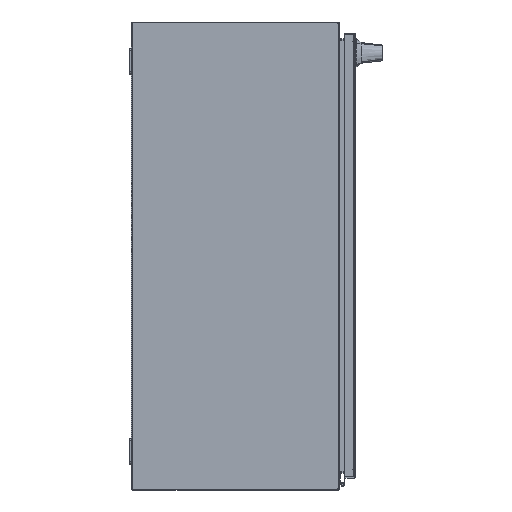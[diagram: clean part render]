
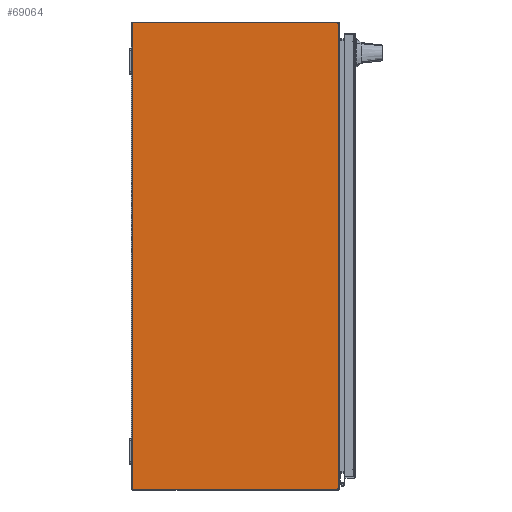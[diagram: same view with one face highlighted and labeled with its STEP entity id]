
A CAD part, front view. The second image highlights one B-rep face of the part: STEP entity #69064.
In plain terms, the highlighted face is planar.
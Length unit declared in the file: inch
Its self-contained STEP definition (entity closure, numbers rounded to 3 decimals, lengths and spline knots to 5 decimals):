
#998 = EDGE_CURVE ( 'NONE', #101911, #25001, #95500, .T. ) ;
#2656 = CARTESIAN_POINT ( 'NONE',  ( -17.928, -16.941, 24. ) ) ;
#6087 = AXIS2_PLACEMENT_3D ( 'NONE', #86324, #32539, #38469 ) ;
#8572 = VECTOR ( 'NONE', #58746, 39.37008 ) ;
#9927 = EDGE_CURVE ( 'NONE', #16264, #48717, #66314, .T. ) ;
#14015 = CARTESIAN_POINT ( 'NONE',  ( -17.928, -0.072, 24. ) ) ;
#14892 = DIRECTION ( 'NONE',  ( 0., 0., -1. ) ) ;
#15210 = CARTESIAN_POINT ( 'NONE',  ( 17.678, -15.77404, 24. ) ) ;
#15710 = VECTOR ( 'NONE', #99268, 39.37008 ) ;
#16264 = VERTEX_POINT ( 'NONE', #95422 ) ;
#24198 = DIRECTION ( 'NONE',  ( 0., 0., -1. ) ) ;
#25001 = VERTEX_POINT ( 'NONE', #64410 ) ;
#29517 = ORIENTED_EDGE ( 'NONE', *, *, #38896, .F. ) ;
#29963 = ORIENTED_EDGE ( 'NONE', *, *, #998, .T. ) ;
#31531 = VECTOR ( 'NONE', #82610, 39.37008 ) ;
#31533 = EDGE_CURVE ( 'NONE', #69602, #101911, #59777, .T. ) ;
#31715 = DIRECTION ( 'NONE',  ( 0., 1., 0. ) ) ;
#31802 = PLANE ( 'NONE',  #6087 ) ;
#32539 = DIRECTION ( 'NONE',  ( 0., 0., 1. ) ) ;
#38469 = DIRECTION ( 'NONE',  ( 0., -1., 0. ) ) ;
#38896 = EDGE_CURVE ( 'NONE', #69602, #48717, #67003, .T. ) ;
#39324 = ORIENTED_EDGE ( 'NONE', *, *, #9927, .T. ) ;
#41930 = EDGE_LOOP ( 'NONE', ( #91143, #39324, #29517, #45698, #29963, #79598 ) ) ;
#43055 = EDGE_CURVE ( 'NONE', #62145, #25001, #44165, .T. ) ;
#44165 = LINE ( 'NONE', #2656, #31531 ) ;
#44684 = CARTESIAN_POINT ( 'NONE',  ( -17.928, -15.77404, 24. ) ) ;
#45698 = ORIENTED_EDGE ( 'NONE', *, *, #31533, .T. ) ;
#47699 = CARTESIAN_POINT ( 'NONE',  ( 17.928, -15.77404, 24. ) ) ;
#48717 = VERTEX_POINT ( 'NONE', #64336 ) ;
#55765 = CARTESIAN_POINT ( 'NONE',  ( -17.928, -15.892, 24. ) ) ;
#58746 = DIRECTION ( 'NONE',  ( -1., 0., 0. ) ) ;
#59777 = LINE ( 'NONE', #103140, #77932 ) ;
#62145 = VERTEX_POINT ( 'NONE', #44684 ) ;
#64336 = CARTESIAN_POINT ( 'NONE',  ( 17.89842, -15.892, 24. ) ) ;
#64410 = CARTESIAN_POINT ( 'NONE',  ( -17.928, -0.072, 24. ) ) ;
#66314 = LINE ( 'NONE', #55765, #15710 ) ;
#67003 = CIRCLE ( 'NONE', #114770, 0.25 ) ;
#69064 = ADVANCED_FACE ( 'NONE', ( #87068 ), #31802, .T. ) ;
#69602 = VERTEX_POINT ( 'NONE', #47699 ) ;
#75746 = CIRCLE ( 'NONE', #104941, 0.25 ) ;
#77611 = DIRECTION ( 'NONE',  ( 0., -1., 0. ) ) ;
#77929 = DIRECTION ( 'NONE',  ( 0., -1., 0. ) ) ;
#77932 = VECTOR ( 'NONE', #31715, 39.37008 ) ;
#79598 = ORIENTED_EDGE ( 'NONE', *, *, #43055, .F. ) ;
#82610 = DIRECTION ( 'NONE',  ( 0., 1., 0. ) ) ;
#86324 = CARTESIAN_POINT ( 'NONE',  ( -17.928, -0.072, 24. ) ) ;
#87068 = FACE_OUTER_BOUND ( 'NONE', #41930, .T. ) ;
#91143 = ORIENTED_EDGE ( 'NONE', *, *, #93818, .F. ) ;
#91156 = CARTESIAN_POINT ( 'NONE',  ( 17.928, -0.072, 24. ) ) ;
#93818 = EDGE_CURVE ( 'NONE', #16264, #62145, #75746, .T. ) ;
#95422 = CARTESIAN_POINT ( 'NONE',  ( -17.89842, -15.892, 24. ) ) ;
#95500 = LINE ( 'NONE', #14015, #8572 ) ;
#99268 = DIRECTION ( 'NONE',  ( 1., 0., 0. ) ) ;
#101911 = VERTEX_POINT ( 'NONE', #91156 ) ;
#103140 = CARTESIAN_POINT ( 'NONE',  ( 17.928, -0.072, 24. ) ) ;
#103888 = CARTESIAN_POINT ( 'NONE',  ( -17.678, -15.77404, 24. ) ) ;
#104941 = AXIS2_PLACEMENT_3D ( 'NONE', #103888, #14892, #77611 ) ;
#114770 = AXIS2_PLACEMENT_3D ( 'NONE', #15210, #24198, #77929 ) ;
